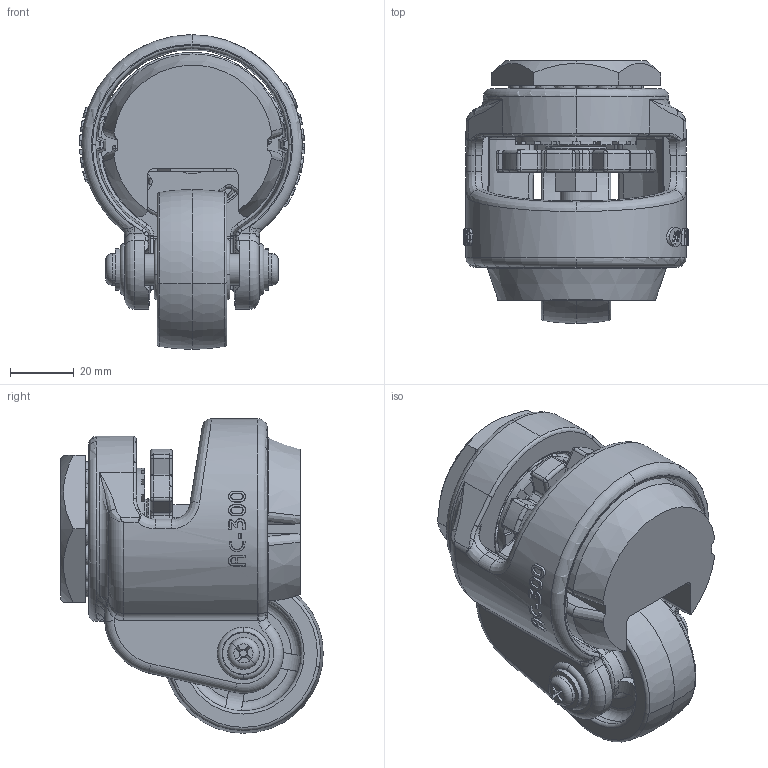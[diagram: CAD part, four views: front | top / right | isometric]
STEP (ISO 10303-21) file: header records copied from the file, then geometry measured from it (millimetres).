
FILE_DESCRIPTION (( 'STEP AP203' ), '1' );
FILE_NAME ('AC-300S ASSY R1.STEP', '2017-05-16T08:24:32', ( '' ), ( '' ), 'SwSTEP 2.0', 'SolidWorks 2016', '' );
FILE_SCHEMA (( 'CONFIG_CONTROL_DESIGN' ));
Length unit declared in the file: millimetre
Products named in the file (18): AC-300S SHAFT WASHER; AC-300S HANDLE BOLT; pan cross head_ks_KS 1023 PC- M3 x 5-N; AC-300S HANDLE; 10. AC-300F RING(A); 11. AC-600F RING(B); AC-300S HANDLE ASSY; 21. STEEL BALL-白6.35; AC-300S FOOT MOUNT(RUBBER); AC-300 FRAME; AC-300S FOOT MOUNT; AC-300S ASSY R1; AC-300S FOOT MOUNT ASSY; AC-300S PIN; AC-300F WHEEL(PA6); AC-300S PIN BOLT; AC-300S TOP PLATE(M12)R1; AC-300S NUT
Assembly tree (48 placements, depth 3):
  AC-300S ASSY R1
    AC-300S PIN
    AC-300S PIN BOLT
    AC-300S NUT
    AC-300S HANDLE ASSY
      AC-300S HANDLE BOLT
      AC-300S HANDLE
    AC-300S FOOT MOUNT ASSY
      AC-300S FOOT MOUNT(RUBBER)
      AC-300S FOOT MOUNT
    AC-300F WHEEL(PA6)
    AC-300S TOP PLATE(M12)R1
    AC-300S SHAFT WASHER
    pan cross head_ks_KS 1023 PC- M3 x 5-N
    11. AC-600F RING(B)
    10. AC-300F RING(A)
    21. STEEL BALL-白6.35  x32
    AC-300 FRAME
Bounding box: 70.4 x 82.23 x 98.5 mm (x, y, z)
Volume: 196037.6 mm3; surface area: 82807.8 mm2
Topology: 46 solids, 46 shells, 1604 faces, 4276 edges, 2728 vertices
Faces by surface type: bspline 522, plane 439, cylinder 301, torus 176, sphere 112, cone 54
Entity records: 75035 total; most frequent: CARTESIAN_POINT 37749, ORIENTED_EDGE 8024, DIRECTION 5897, EDGE_CURVE 4012, VERTEX_POINT 2570, AXIS2_PLACEMENT_3D 2171, EDGE_LOOP 1634, VECTOR 1555
